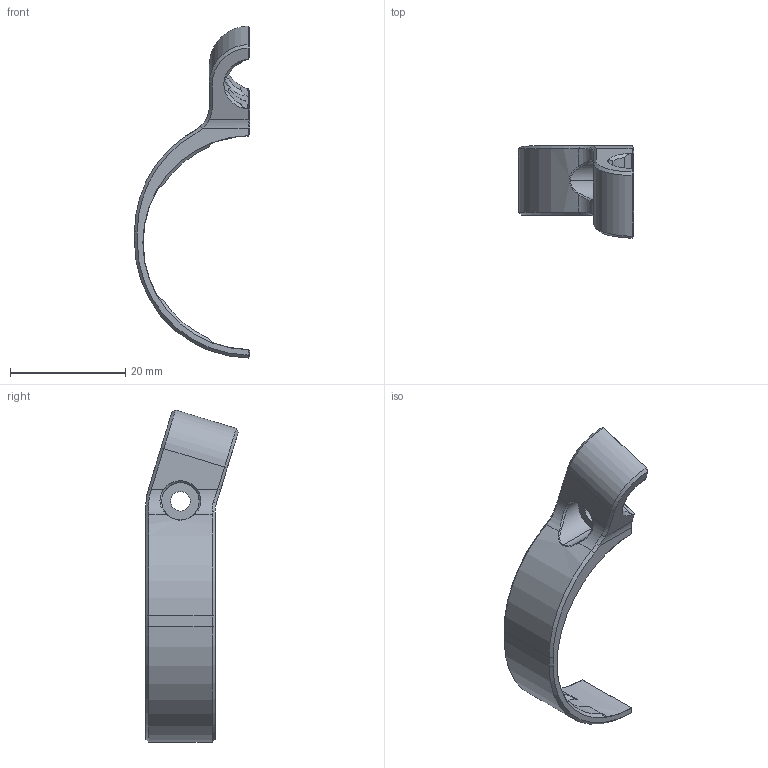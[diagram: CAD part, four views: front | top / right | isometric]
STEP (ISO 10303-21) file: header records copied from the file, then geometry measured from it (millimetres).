
FILE_DESCRIPTION (( 'STEP AP214' ), '1' );
FILE_NAME ('1225-11055-02 - Rev01.STEP', '2019-07-15T14:12:36', ( '' ), ( '' ), 'SwSTEP 2.0', 'SolidWorks 2018', '' );
FILE_SCHEMA (( 'AUTOMOTIVE_DESIGN' ));
Length unit declared in the file: millimetre
Products named in the file (1): 1225-11055-02 - Rev01
Bounding box: 19.95 x 16.02 x 57.58 mm (x, y, z)
Volume: 2234.1 mm3; surface area: 2351.2 mm2
Topology: 1 solids, 1 shells, 102 faces, 269 edges, 169 vertices
Faces by surface type: cylinder 37, plane 28, cone 18, bspline 11, torus 8
Entity records: 4264 total; most frequent: CARTESIAN_POINT 1861, ORIENTED_EDGE 538, DIRECTION 436, EDGE_CURVE 269, VERTEX_POINT 169, AXIS2_PLACEMENT_3D 164, LINE 108, VECTOR 108
